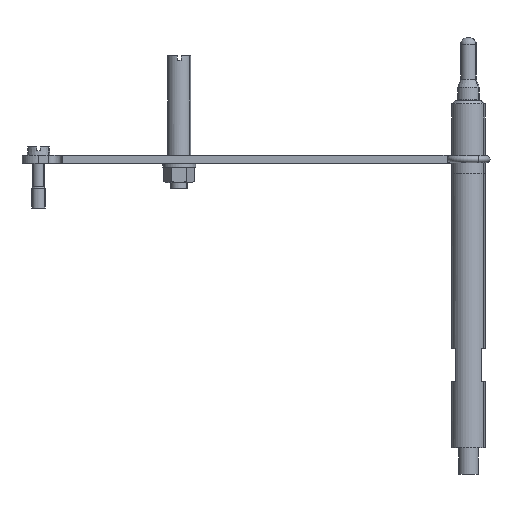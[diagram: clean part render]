
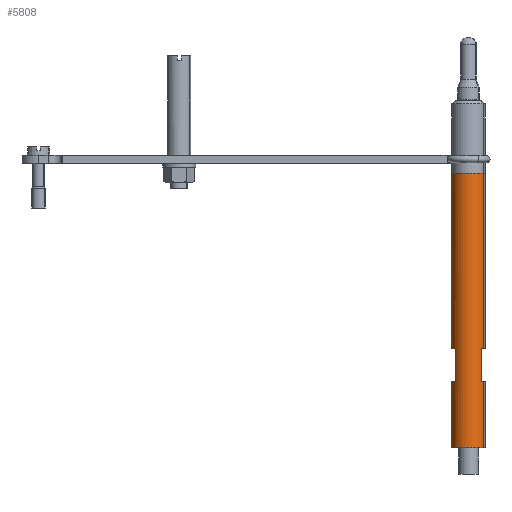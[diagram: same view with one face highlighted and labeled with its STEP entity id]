
A CAD part, left-side view. The second image highlights one B-rep face of the part: STEP entity #5808.
In plain terms, the highlighted cylindrical face has radius 5 mm (diameter 10 mm), a partial arc.
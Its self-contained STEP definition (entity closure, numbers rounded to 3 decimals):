
#5679=AXIS2_PLACEMENT_3D('Circle Axis2P3D',#5677,#5678,$) ;
#5717=AXIS2_PLACEMENT_3D('Cylinder Axis2P3D',#5714,#5715,#5716) ;
#5730=AXIS2_PLACEMENT_3D('Circle Axis2P3D',#5728,#5729,$) ;
#5744=AXIS2_PLACEMENT_3D('Circle Axis2P3D',#5742,#5743,$) ;
#5758=AXIS2_PLACEMENT_3D('Circle Axis2P3D',#5756,#5757,$) ;
#5777=AXIS2_PLACEMENT_3D('Circle Axis2P3D',#5775,#5776,$) ;
#5791=AXIS2_PLACEMENT_3D('Circle Axis2P3D',#5789,#5790,$) ;
#5677=CARTESIAN_POINT('Axis2P3D Location',(6.5,6.5,8.)) ;
#5681=CARTESIAN_POINT('Vertex',(4.103,2.112,8.)) ;
#5683=CARTESIAN_POINT('Vertex',(8.897,10.888,8.)) ;
#5714=CARTESIAN_POINT('Axis2P3D Location',(6.5,6.5,70.)) ;
#5719=CARTESIAN_POINT('Line Origine',(4.103,2.112,60.5)) ;
#5723=CARTESIAN_POINT('Vertex',(4.103,2.112,38.)) ;
#5725=CARTESIAN_POINT('Vertex',(4.103,2.112,91.)) ;
#5728=CARTESIAN_POINT('Axis2P3D Location',(6.5,6.5,91.)) ;
#5732=CARTESIAN_POINT('Vertex',(8.897,10.888,91.)) ;
#5735=CARTESIAN_POINT('Line Origine',(8.897,10.888,60.5)) ;
#5739=CARTESIAN_POINT('Vertex',(8.897,10.888,38.)) ;
#5742=CARTESIAN_POINT('Axis2P3D Location',(6.5,6.5,38.)) ;
#5746=CARTESIAN_POINT('Vertex',(3.5,10.5,38.)) ;
#5749=CARTESIAN_POINT('Line Origine',(3.5,10.5,60.5)) ;
#5753=CARTESIAN_POINT('Vertex',(3.5,10.5,28.)) ;
#5756=CARTESIAN_POINT('Axis2P3D Location',(6.5,6.5,28.)) ;
#5760=CARTESIAN_POINT('Vertex',(8.897,10.888,28.)) ;
#5763=CARTESIAN_POINT('Line Origine',(8.897,10.888,60.5)) ;
#5768=CARTESIAN_POINT('Line Origine',(4.103,2.112,60.5)) ;
#5772=CARTESIAN_POINT('Vertex',(4.103,2.112,28.)) ;
#5775=CARTESIAN_POINT('Axis2P3D Location',(6.5,6.5,28.)) ;
#5779=CARTESIAN_POINT('Vertex',(3.5,2.5,28.)) ;
#5782=CARTESIAN_POINT('Line Origine',(3.5,2.5,60.5)) ;
#5786=CARTESIAN_POINT('Vertex',(3.5,2.5,38.)) ;
#5789=CARTESIAN_POINT('Axis2P3D Location',(6.5,6.5,38.)) ;
#5678=DIRECTION('Axis2P3D Direction',(0.,0.,-1.)) ;
#5715=DIRECTION('Axis2P3D Direction',(0.,0.,-1.)) ;
#5716=DIRECTION('Axis2P3D XDirection',(-0.479,-0.878,0.)) ;
#5720=DIRECTION('Vector Direction',(0.,0.,-1.)) ;
#5729=DIRECTION('Axis2P3D Direction',(0.,0.,-1.)) ;
#5736=DIRECTION('Vector Direction',(0.,0.,-1.)) ;
#5743=DIRECTION('Axis2P3D Direction',(0.,0.,-1.)) ;
#5750=DIRECTION('Vector Direction',(0.,0.,-1.)) ;
#5757=DIRECTION('Axis2P3D Direction',(0.,0.,-1.)) ;
#5764=DIRECTION('Vector Direction',(0.,0.,-1.)) ;
#5769=DIRECTION('Vector Direction',(0.,0.,-1.)) ;
#5776=DIRECTION('Axis2P3D Direction',(0.,0.,-1.)) ;
#5783=DIRECTION('Vector Direction',(0.,0.,-1.)) ;
#5790=DIRECTION('Axis2P3D Direction',(0.,0.,-1.)) ;
#5721=VECTOR('Line Direction',#5720,1.) ;
#5737=VECTOR('Line Direction',#5736,1.) ;
#5751=VECTOR('Line Direction',#5750,1.) ;
#5765=VECTOR('Line Direction',#5764,1.) ;
#5770=VECTOR('Line Direction',#5769,1.) ;
#5784=VECTOR('Line Direction',#5783,1.) ;
#5795=ORIENTED_EDGE('',*,*,#5727,.T.) ;
#5796=ORIENTED_EDGE('',*,*,#5734,.T.) ;
#5797=ORIENTED_EDGE('',*,*,#5741,.F.) ;
#5798=ORIENTED_EDGE('',*,*,#5748,.F.) ;
#5799=ORIENTED_EDGE('',*,*,#5755,.F.) ;
#5800=ORIENTED_EDGE('',*,*,#5762,.T.) ;
#5801=ORIENTED_EDGE('',*,*,#5767,.F.) ;
#5802=ORIENTED_EDGE('',*,*,#5685,.F.) ;
#5803=ORIENTED_EDGE('',*,*,#5774,.T.) ;
#5804=ORIENTED_EDGE('',*,*,#5781,.T.) ;
#5805=ORIENTED_EDGE('',*,*,#5788,.T.) ;
#5806=ORIENTED_EDGE('',*,*,#5793,.F.) ;
#5808=ADVANCED_FACE('HDC_HP_O-RI_40X3.1\\61390_HDC_HP_SSF.1\\60566_HDC_HP_KOSF_SI_100A.1\\K\X2\00F6\X0\rper.2',(#5807),#5718,.T.) ;
#5680=CIRCLE('generated circle',#5679,5.) ;
#5731=CIRCLE('generated circle',#5730,5.) ;
#5745=CIRCLE('generated circle',#5744,5.) ;
#5759=CIRCLE('generated circle',#5758,5.) ;
#5778=CIRCLE('generated circle',#5777,5.) ;
#5792=CIRCLE('generated circle',#5791,5.) ;
#5718=CYLINDRICAL_SURFACE('generated cylinder',#5717,5.) ;
#5685=EDGE_CURVE('',#5682,#5684,#5680,.T.) ;
#5727=EDGE_CURVE('',#5724,#5726,#5722,.F.) ;
#5734=EDGE_CURVE('',#5726,#5733,#5731,.T.) ;
#5741=EDGE_CURVE('',#5740,#5733,#5738,.F.) ;
#5748=EDGE_CURVE('',#5747,#5740,#5745,.T.) ;
#5755=EDGE_CURVE('',#5754,#5747,#5752,.F.) ;
#5762=EDGE_CURVE('',#5754,#5761,#5759,.T.) ;
#5767=EDGE_CURVE('',#5684,#5761,#5766,.F.) ;
#5774=EDGE_CURVE('',#5682,#5773,#5771,.F.) ;
#5781=EDGE_CURVE('',#5773,#5780,#5778,.T.) ;
#5788=EDGE_CURVE('',#5780,#5787,#5785,.F.) ;
#5793=EDGE_CURVE('',#5724,#5787,#5792,.T.) ;
#5794=EDGE_LOOP('',(#5795,#5796,#5797,#5798,#5799,#5800,#5801,#5802,#5803,#5804,#5805,#5806)) ;
#5807=FACE_OUTER_BOUND('',#5794,.T.) ;
#5722=LINE('Line',#5719,#5721) ;
#5738=LINE('Line',#5735,#5737) ;
#5752=LINE('Line',#5749,#5751) ;
#5766=LINE('Line',#5763,#5765) ;
#5771=LINE('Line',#5768,#5770) ;
#5785=LINE('Line',#5782,#5784) ;
#5682=VERTEX_POINT('',#5681) ;
#5684=VERTEX_POINT('',#5683) ;
#5724=VERTEX_POINT('',#5723) ;
#5726=VERTEX_POINT('',#5725) ;
#5733=VERTEX_POINT('',#5732) ;
#5740=VERTEX_POINT('',#5739) ;
#5747=VERTEX_POINT('',#5746) ;
#5754=VERTEX_POINT('',#5753) ;
#5761=VERTEX_POINT('',#5760) ;
#5773=VERTEX_POINT('',#5772) ;
#5780=VERTEX_POINT('',#5779) ;
#5787=VERTEX_POINT('',#5786) ;
